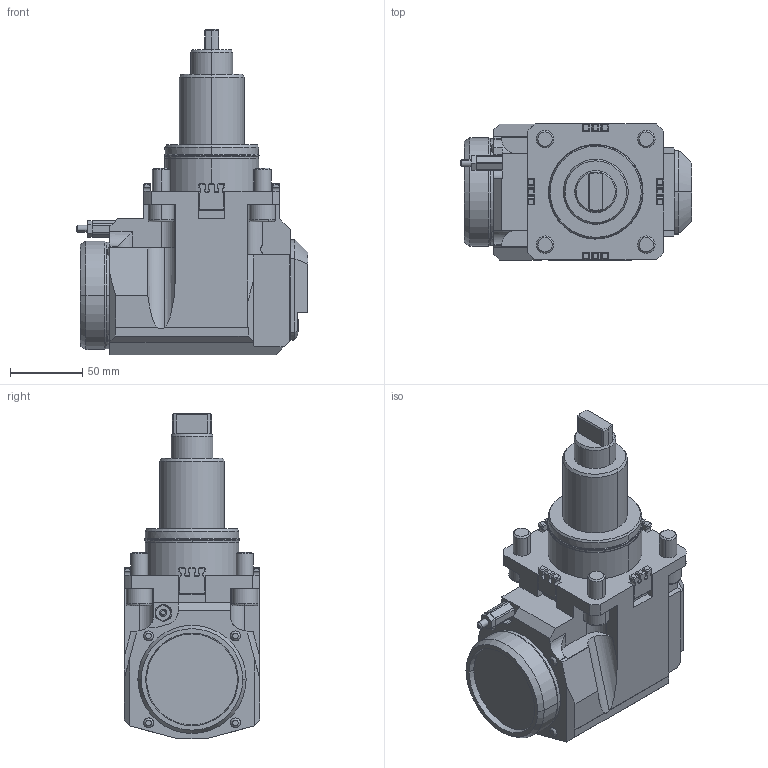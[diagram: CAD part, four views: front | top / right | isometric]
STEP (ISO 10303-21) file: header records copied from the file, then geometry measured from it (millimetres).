
FILE_DESCRIPTION(('HOOPS Exchange Step'),'2;1');
FILE_NAME('Modelcomposition.stp','2024-05-28T19:43:48+00:00',('toolarena-modelservice-ewspro'),('Unknown organisation'),'HOOPS Exchange 2021.2','HOOPS Exchange','Unknown authorisation');
FILE_SCHEMA( ('AP242_MANAGED_MODEL_BASED_3D_ENGINEERING_MIM_LF {1 0 10303 442 1 1 4 }') );
Length unit declared in the file: millimetre
Products named in the file (1): EWS_226000_DIN4003
Bounding box: 160.3 x 94 x 225 mm (x, y, z)
Volume: 1389380.4 mm3; surface area: 99133.8 mm2
Topology: 1 solids, 1 shells, 448 faces, 1184 edges, 754 vertices
Faces by surface type: plane 296, cylinder 92, cone 40, torus 16, bspline 4
Entity records: 13952 total; most frequent: CARTESIAN_POINT 2583, DIRECTION 2405, ORIENTED_EDGE 2368, EDGE_CURVE 1184, VECTOR 803, LINE 803, AXIS2_PLACEMENT_3D 801, VERTEX_POINT 754
